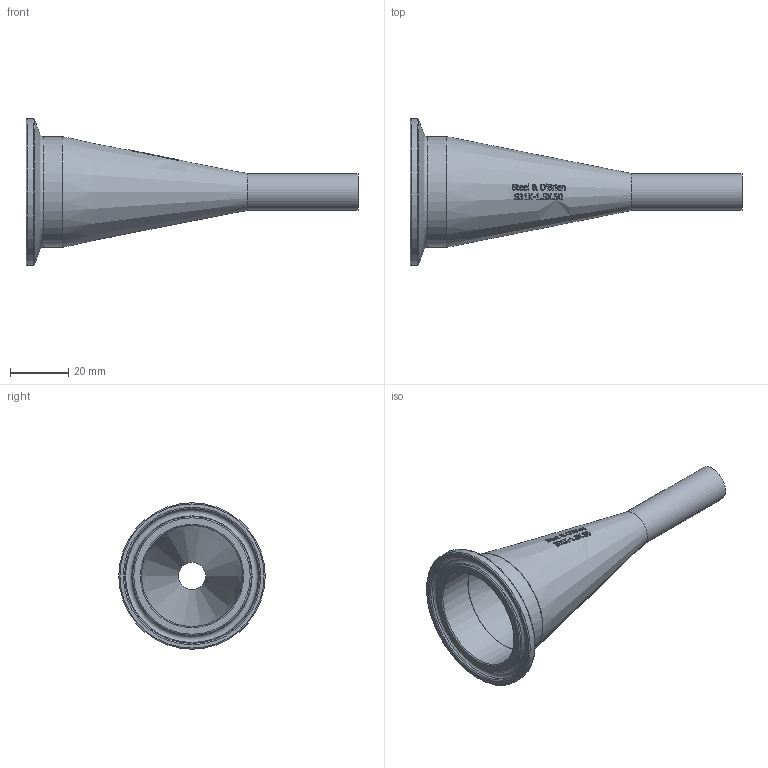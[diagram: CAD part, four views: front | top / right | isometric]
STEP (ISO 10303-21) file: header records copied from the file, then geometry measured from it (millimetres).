
FILE_DESCRIPTION(/* description */ (''),/* implementation_level */ '2;1');
FILE_NAME(/* name */ 'S31K-15X.50.stp',/* time_stamp */ '2018-12-03T10:07:07-05:00',/* author */ ('rick'),/* organization */ (''),/* preprocessor_version */ 'ST-DEVELOPER v15.2',/* originating_system */ 'Autodesk Inventor 2014',/* authorisation */ '');
FILE_SCHEMA (('AUTOMOTIVE_DESIGN { 1 0 10303 214 3 1 1 }'));
Length unit declared in the file: inch
Products named in the file (1): S31K-15X.50
Bounding box: 114.3 x 50.39 x 50.39 mm (x, y, z)
Volume: 15276.7 mm3; surface area: 17278.5 mm2
Topology: 1 solids, 1 shells, 415 faces, 1113 edges, 738 vertices
Faces by surface type: bspline 194, plane 167, cone 40, torus 9, cylinder 5
Full cylindrical faces by diameter (mm): 9.398 x1, 12.7 x1, 34.798 x1, 38.1 x1, 50.394 x1
Entity records: 16413 total; most frequent: CARTESIAN_POINT 7215, ORIENTED_EDGE 2184, DIRECTION 1334, EDGE_CURVE 1092, VERTEX_POINT 736, LINE 494, VECTOR 494, EDGE_LOOP 474
